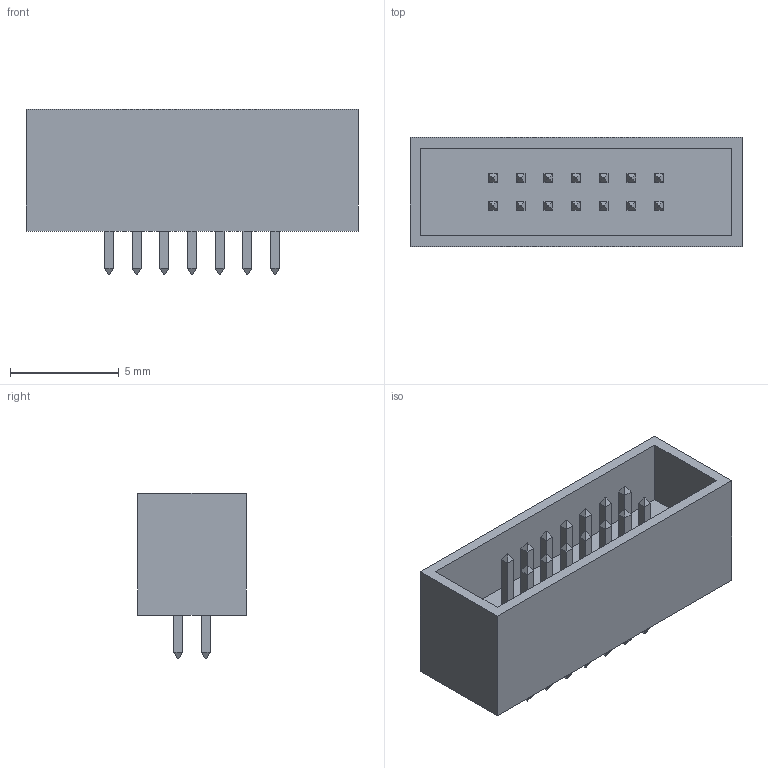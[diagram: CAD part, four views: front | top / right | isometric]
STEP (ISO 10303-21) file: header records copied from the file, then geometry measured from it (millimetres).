
FILE_DESCRIPTION (( 'STEP AP214' ), '1' );
FILE_NAME ( 'SHDRV14W40P127_7X2_1524X500H535.STEP', '2022-02-23T11:14:30', ( '' ), ( '' ), '', '©2017 PCB Libraries, Inc.', '' );
FILE_SCHEMA (( 'AUTOMOTIVE_DESIGN' ));
Length unit declared in the file: millimetre
Products named in the file (1): SHDRV14W40P127_7X2_1524X500H535
Bounding box: 15.24 x 5 x 7.6 mm (x, y, z)
Volume: 262.9 mm3; surface area: 604 mm2
Topology: 29 solids, 29 shells, 291 faces, 584 edges, 352 vertices
Faces by surface type: plane 291
Entity records: 8189 total; most frequent: CARTESIAN_POINT 1228, DIRECTION 1168, ORIENTED_EDGE 1168, VECTOR 584, LINE 584, EDGE_CURVE 584, VERTEX_POINT 352, STYLED_ITEM 321
